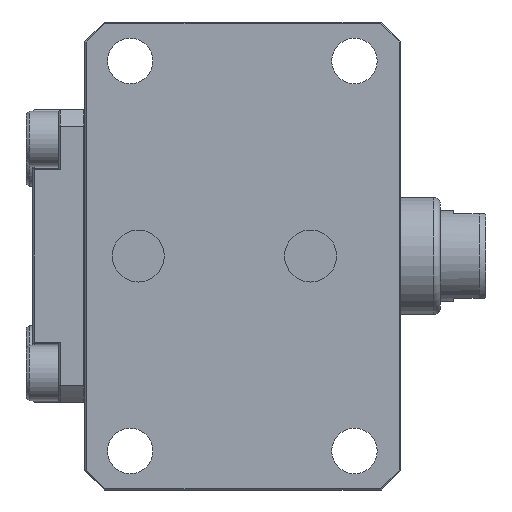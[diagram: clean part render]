
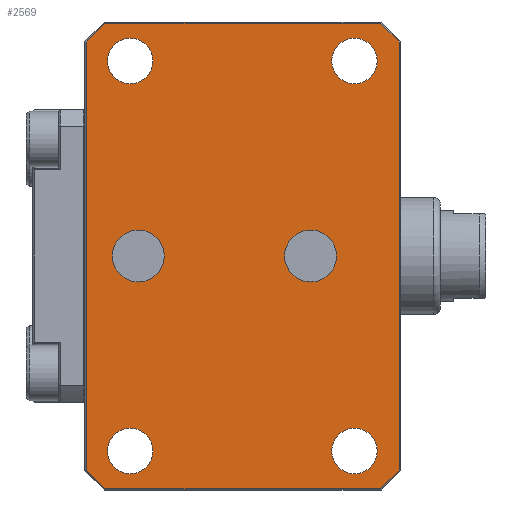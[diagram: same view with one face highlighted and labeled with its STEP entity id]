
A CAD part, front view. The second image highlights one B-rep face of the part: STEP entity #2569.
In plain terms, the highlighted planar face has unit normal (0, -1, 0).
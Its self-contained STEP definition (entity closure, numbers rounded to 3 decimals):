
#135=LINE('',#3925,#369);
#140=LINE('',#3935,#374);
#141=LINE('',#3937,#375);
#157=LINE('',#3978,#391);
#159=LINE('',#3982,#393);
#164=LINE('',#3992,#398);
#173=LINE('',#4009,#407);
#176=LINE('',#4014,#410);
#369=VECTOR('',#3125,1000.);
#374=VECTOR('',#3132,1000.);
#375=VECTOR('',#3135,1000.);
#391=VECTOR('',#3179,1000.);
#393=VECTOR('',#3183,1000.);
#398=VECTOR('',#3190,1000.);
#407=VECTOR('',#3209,1000.);
#410=VECTOR('',#3214,1000.);
#598=PLANE('',#2809);
#887=ORIENTED_EDGE('',*,*,#1474,.F.);
#888=ORIENTED_EDGE('',*,*,#1359,.F.);
#889=ORIENTED_EDGE('',*,*,#1361,.F.);
#890=ORIENTED_EDGE('',*,*,#1431,.F.);
#891=ORIENTED_EDGE('',*,*,#1433,.F.);
#892=ORIENTED_EDGE('',*,*,#1357,.F.);
#893=ORIENTED_EDGE('',*,*,#1420,.T.);
#894=ORIENTED_EDGE('',*,*,#1415,.T.);
#895=ORIENTED_EDGE('',*,*,#1460,.T.);
#896=ORIENTED_EDGE('',*,*,#1457,.T.);
#897=ORIENTED_EDGE('',*,*,#1448,.T.);
#898=ORIENTED_EDGE('',*,*,#1443,.T.);
#899=ORIENTED_EDGE('',*,*,#1441,.T.);
#900=ORIENTED_EDGE('',*,*,#1421,.T.);
#1357=EDGE_CURVE('',#1703,#1703,#1934,.T.);
#1359=EDGE_CURVE('',#1705,#1705,#1936,.T.);
#1361=EDGE_CURVE('',#1707,#1707,#1938,.T.);
#1415=EDGE_CURVE('',#1744,#1743,#135,.T.);
#1420=EDGE_CURVE('',#1747,#1744,#140,.T.);
#1421=EDGE_CURVE('',#1748,#1747,#141,.T.);
#1431=EDGE_CURVE('',#1753,#1753,#1948,.T.);
#1433=EDGE_CURVE('',#1755,#1755,#1950,.T.);
#1441=EDGE_CURVE('',#1759,#1748,#157,.T.);
#1443=EDGE_CURVE('',#1760,#1759,#159,.T.);
#1448=EDGE_CURVE('',#1763,#1760,#164,.T.);
#1457=EDGE_CURVE('',#1767,#1763,#173,.T.);
#1460=EDGE_CURVE('',#1743,#1767,#176,.T.);
#1474=EDGE_CURVE('',#1782,#1782,#1961,.T.);
#1703=VERTEX_POINT('',#3804);
#1705=VERTEX_POINT('',#3810);
#1707=VERTEX_POINT('',#3815);
#1743=VERTEX_POINT('',#3924);
#1744=VERTEX_POINT('',#3926);
#1747=VERTEX_POINT('',#3933);
#1748=VERTEX_POINT('',#3938);
#1753=VERTEX_POINT('',#3957);
#1755=VERTEX_POINT('',#3962);
#1759=VERTEX_POINT('',#3979);
#1760=VERTEX_POINT('',#3983);
#1763=VERTEX_POINT('',#3990);
#1767=VERTEX_POINT('',#4010);
#1782=VERTEX_POINT('',#4058);
#1934=CIRCLE('',#2723,4.);
#1936=CIRCLE('',#2727,3.5);
#1938=CIRCLE('',#2730,3.5);
#1948=CIRCLE('',#2766,3.5);
#1950=CIRCLE('',#2769,3.5);
#1961=CIRCLE('',#2808,4.);
#2121=EDGE_LOOP('',(#887));
#2122=EDGE_LOOP('',(#888));
#2123=EDGE_LOOP('',(#889));
#2124=EDGE_LOOP('',(#890));
#2125=EDGE_LOOP('',(#891));
#2126=EDGE_LOOP('',(#892));
#2127=EDGE_LOOP('',(#893,#894,#895,#896,#897,#898,#899,#900));
#2341=FACE_BOUND('',#2121,.T.);
#2342=FACE_BOUND('',#2122,.T.);
#2343=FACE_BOUND('',#2123,.T.);
#2344=FACE_BOUND('',#2124,.T.);
#2345=FACE_BOUND('',#2125,.T.);
#2346=FACE_BOUND('',#2126,.T.);
#2347=FACE_BOUND('',#2127,.T.);
#2569=ADVANCED_FACE('',(#2341,#2342,#2343,#2344,#2345,#2346,#2347),#598,
 .F.);
#2723=AXIS2_PLACEMENT_3D('',#3803,#3007,#3008);
#2727=AXIS2_PLACEMENT_3D('',#3809,#3015,#3016);
#2730=AXIS2_PLACEMENT_3D('',#3814,#3021,#3022);
#2766=AXIS2_PLACEMENT_3D('',#3956,#3153,#3154);
#2769=AXIS2_PLACEMENT_3D('',#3961,#3159,#3160);
#2808=AXIS2_PLACEMENT_3D('',#4057,#3267,#3268);
#2809=AXIS2_PLACEMENT_3D('',#4059,#3269,#3270);
#3007=DIRECTION('',(0.,-1.,0.));
#3008=DIRECTION('',(1.,0.,0.));
#3015=DIRECTION('',(0.,-1.,0.));
#3016=DIRECTION('',(-1.,0.,0.));
#3021=DIRECTION('',(0.,-1.,0.));
#3022=DIRECTION('',(-1.,0.,0.));
#3125=DIRECTION('',(0.,0.,1.));
#3132=DIRECTION('',(0.707,0.,0.707));
#3135=DIRECTION('',(1.,0.,0.));
#3153=DIRECTION('',(0.,-1.,0.));
#3154=DIRECTION('',(-1.,0.,0.));
#3159=DIRECTION('',(0.,-1.,0.));
#3160=DIRECTION('',(-1.,0.,0.));
#3179=DIRECTION('',(0.707,0.,-0.707));
#3183=DIRECTION('',(0.,0.,-1.));
#3190=DIRECTION('',(-0.707,0.,-0.707));
#3209=DIRECTION('',(-1.,0.,0.));
#3214=DIRECTION('',(-0.707,0.,0.707));
#3267=DIRECTION('',(0.,-1.,0.));
#3268=DIRECTION('',(1.,0.,0.));
#3269=DIRECTION('',(0.,1.,0.));
#3270=DIRECTION('',(1.,0.,0.));
#3803=CARTESIAN_POINT('',(34.74,-26.,0.));
#3804=CARTESIAN_POINT('',(38.74,-26.,0.));
#3809=CARTESIAN_POINT('',(41.5,-26.,30.));
#3810=CARTESIAN_POINT('',(38.,-26.,30.));
#3814=CARTESIAN_POINT('',(7.,-26.,30.));
#3815=CARTESIAN_POINT('',(3.5,-26.,30.));
#3924=CARTESIAN_POINT('',(48.4,-26.,32.917));
#3925=CARTESIAN_POINT('',(48.4,-26.,-32.917));
#3926=CARTESIAN_POINT('',(48.4,-26.,-32.917));
#3933=CARTESIAN_POINT('',(45.517,-26.,-35.8));
#3935=CARTESIAN_POINT('',(45.517,-26.,-35.8));
#3937=CARTESIAN_POINT('',(3.083,-26.,-35.8));
#3938=CARTESIAN_POINT('',(3.083,-26.,-35.8));
#3956=CARTESIAN_POINT('',(41.5,-26.,-30.));
#3957=CARTESIAN_POINT('',(38.,-26.,-30.));
#3961=CARTESIAN_POINT('',(7.,-26.,-30.));
#3962=CARTESIAN_POINT('',(3.5,-26.,-30.));
#3978=CARTESIAN_POINT('',(0.2,-26.,-32.917));
#3979=CARTESIAN_POINT('',(0.2,-26.,-32.917));
#3982=CARTESIAN_POINT('',(0.2,-26.,32.917));
#3983=CARTESIAN_POINT('',(0.2,-26.,32.917));
#3990=CARTESIAN_POINT('',(3.083,-26.,35.8));
#3992=CARTESIAN_POINT('',(3.083,-26.,35.8));
#4009=CARTESIAN_POINT('',(45.517,-26.,35.8));
#4010=CARTESIAN_POINT('',(45.517,-26.,35.8));
#4014=CARTESIAN_POINT('',(48.4,-26.,32.917));
#4057=CARTESIAN_POINT('',(8.24,-26.,0.));
#4058=CARTESIAN_POINT('',(12.24,-26.,0.));
#4059=CARTESIAN_POINT('',(0.,-26.,0.));
